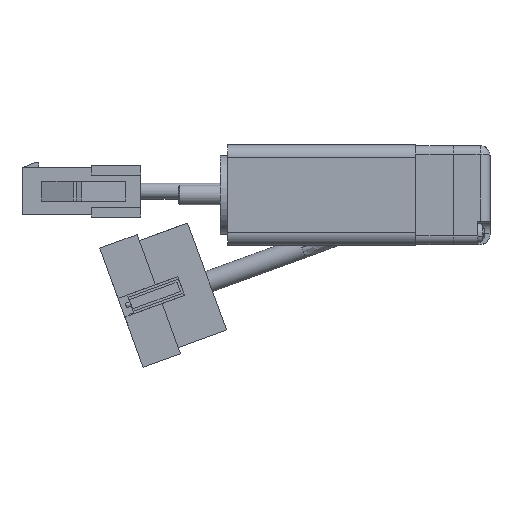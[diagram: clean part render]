
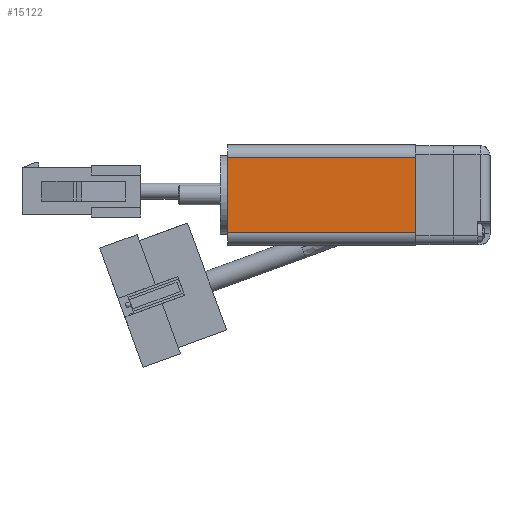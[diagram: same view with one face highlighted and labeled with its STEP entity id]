
A CAD part, front view. The second image highlights one B-rep face of the part: STEP entity #15122.
In plain terms, the highlighted planar face has unit normal (0, -1, 0).
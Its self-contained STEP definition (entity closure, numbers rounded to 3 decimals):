
#327 = CARTESIAN_POINT ( 'NONE',  ( 13.35, 10.85, 38. ) ) ;
#335 = CARTESIAN_POINT ( 'NONE',  ( 28.65, 10.85, 0. ) ) ;
#341 = CARTESIAN_POINT ( 'NONE',  ( 28.65, 10.85, 38. ) ) ;
#356 = CARTESIAN_POINT ( 'NONE',  ( 13.35, 10.85, 0. ) ) ;
#505 = VERTEX_POINT ( 'NONE', #327 ) ;
#533 = VERTEX_POINT ( 'NONE', #335 ) ;
#543 = VERTEX_POINT ( 'NONE', #341 ) ;
#561 = VERTEX_POINT ( 'NONE', #356 ) ;
#4970 = AXIS2_PLACEMENT_3D ( 'NONE', #8519, #8527, #8528 ) ;
#7394 = FACE_OUTER_BOUND ( 'NONE', #12585, .T. ) ;
#8519 = CARTESIAN_POINT ( 'NONE',  ( 28.65, 10.85, 38. ) ) ;
#8524 = PLANE ( 'NONE',  #4970 ) ;
#8527 = DIRECTION ( 'NONE',  ( 0., 1., 0. ) ) ;
#8528 = DIRECTION ( 'NONE',  ( 0., 0., 1. ) ) ;
#9668 = DIRECTION ( 'NONE',  ( 1., 0., 0. ) ) ;
#9669 = CARTESIAN_POINT ( 'NONE',  ( 28.65, 10.85, 0. ) ) ;
#9702 = CARTESIAN_POINT ( 'NONE',  ( 21., 10.85, 38. ) ) ;
#9703 = DIRECTION ( 'NONE',  ( 1., 0., 0. ) ) ;
#9725 = CARTESIAN_POINT ( 'NONE',  ( 13.35, 10.85, 38. ) ) ;
#9726 = DIRECTION ( 'NONE',  ( 0., 0., -1. ) ) ;
#9727 = CARTESIAN_POINT ( 'NONE',  ( 28.65, 10.85, 38. ) ) ;
#9728 = DIRECTION ( 'NONE',  ( 0., 0., -1. ) ) ;
#10202 = LINE ( 'NONE', #9669, #10207 ) ;
#10207 = VECTOR ( 'NONE', #9668, 1000. ) ;
#10224 = LINE ( 'NONE', #9702, #10226 ) ;
#10226 = VECTOR ( 'NONE', #9703, 1000. ) ;
#10234 = LINE ( 'NONE', #9725, #10237 ) ;
#10236 = LINE ( 'NONE', #9727, #10239 ) ;
#10237 = VECTOR ( 'NONE', #9726, 1000. ) ;
#10239 = VECTOR ( 'NONE', #9728, 1000. ) ;
#12585 = EDGE_LOOP ( 'NONE', ( #16147, #16148, #16149, #16150 ) ) ;
#15122 = ADVANCED_FACE ( 'NONE', ( #7394 ), #8524, .F. ) ;
#15446 = EDGE_CURVE ( 'NONE', #561, #533, #10202, .T. ) ;
#15459 = EDGE_CURVE ( 'NONE', #505, #543, #10224, .T. ) ;
#15466 = EDGE_CURVE ( 'NONE', #505, #561, #10234, .T. ) ;
#15467 = EDGE_CURVE ( 'NONE', #543, #533, #10236, .T. ) ;
#16147 = ORIENTED_EDGE ( 'NONE', *, *, #15446, .T. ) ;
#16148 = ORIENTED_EDGE ( 'NONE', *, *, #15467, .F. ) ;
#16149 = ORIENTED_EDGE ( 'NONE', *, *, #15459, .F. ) ;
#16150 = ORIENTED_EDGE ( 'NONE', *, *, #15466, .T. ) ;
